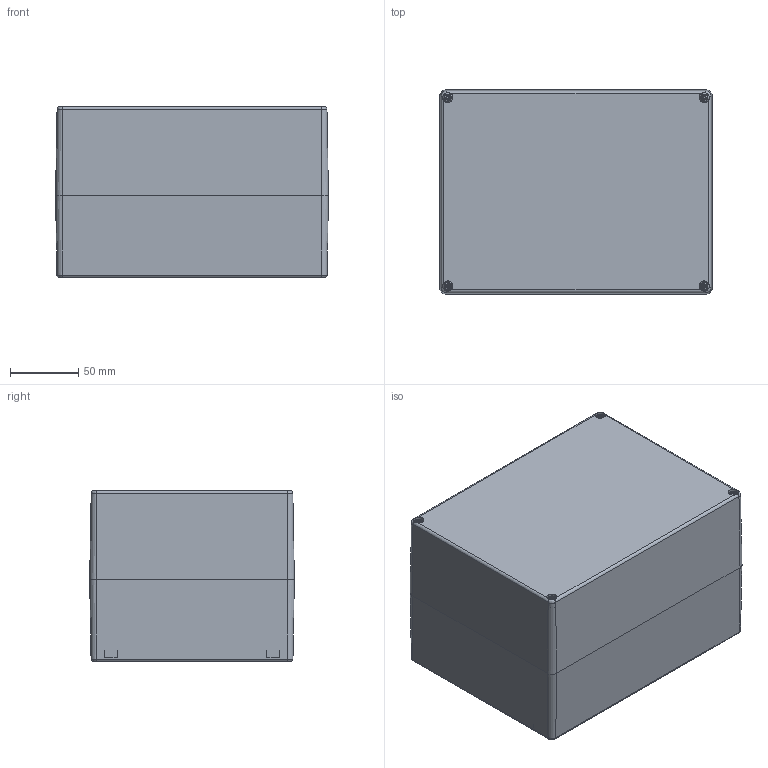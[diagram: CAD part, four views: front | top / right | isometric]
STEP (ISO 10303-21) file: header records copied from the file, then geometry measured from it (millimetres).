
FILE_DESCRIPTION((''),'2;1');
FILE_NAME('0402106700-MBT_201513-K_VE.stp','2015-12-22T14:48:45',('robin.rentz'),(''),'Autodesk Inventor 2012','Autodesk Inventor 2012','');
FILE_SCHEMA(('AUTOMOTIVE_DESIGN { 1 2 10303 214 0 1 1 1 }'));
Length unit declared in the file: millimetre
Products named in the file (6): 0402106700-MBT_201513-K_VE; 0401106302-UT_201560_VE; 0302106601-OT_201565-K_VE; xxx-O-Ring--OT--MBM-MBT_201565; 1990000276 Schraube BM4x12_6; 1990000007 M4 Gewindebuchse
Assembly tree (11 placements, depth 2):
  0402106700-MBT_201513-K_VE
    0401106302-UT_201560_VE
    0302106601-OT_201565-K_VE
    xxx-O-Ring--OT--MBM-MBT_201565
    1990000276 Schraube BM4x12_6  x4
    1990000007 M4 Gewindebuchse  x4
Bounding box: 200 x 150 x 125 mm (x, y, z)
Volume: 558687.7 mm3; surface area: 324392.5 mm2
Topology: 11 solids, 11 shells, 1748 faces, 4221 edges, 2545 vertices
Faces by surface type: plane 652, cylinder 428, cone 401, torus 227, bspline 36, sphere 4
Full cylindrical faces by diameter (mm): 3.242 x4, 3.3 x4, 4 x4, 4.4 x4, 4.5 x4, 4.8 x4, 5 x4, 5.1 x4, 6.8 x4, 7 x4, 7.4 x8
Entity records: 27214 total; most frequent: CARTESIAN_POINT 5902, DIRECTION 4712, ORIENTED_EDGE 4144, EDGE_CURVE 2072, AXIS2_PLACEMENT_3D 1944, VERTEX_POINT 1322, EDGE_LOOP 1138, CIRCLE 988
